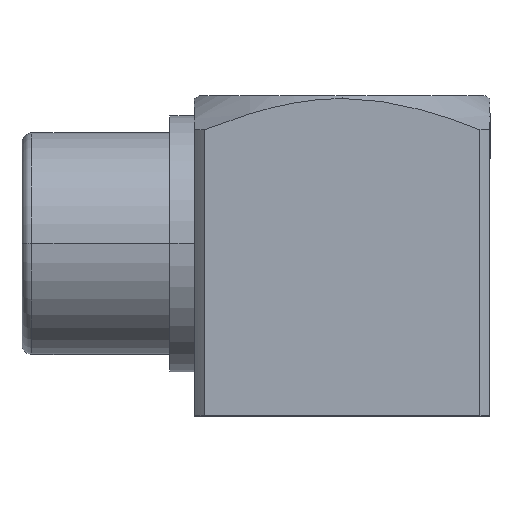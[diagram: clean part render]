
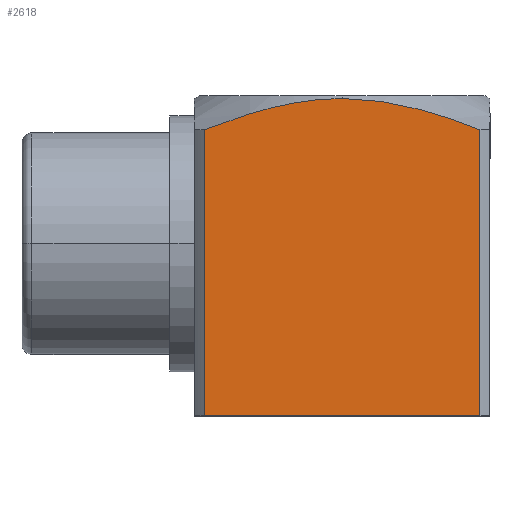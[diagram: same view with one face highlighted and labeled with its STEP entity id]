
A CAD part, top view. The second image highlights one B-rep face of the part: STEP entity #2618.
In plain terms, the highlighted planar face has unit normal (0, 0, 1).
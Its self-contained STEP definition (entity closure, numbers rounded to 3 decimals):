
#11 = CARTESIAN_POINT ( 'NONE',  ( 3.705, -3.5, 3. ) ) ;
#62 = CARTESIAN_POINT ( 'NONE',  ( 6.983, 2.925, 3. ) ) ;
#90 = CARTESIAN_POINT ( 'NONE',  ( 2.4, -3.5, 3. ) ) ;
#128 = VERTEX_POINT ( 'NONE', #2389 ) ;
#339 = B_SPLINE_CURVE_WITH_KNOTS ( 'NONE', 3,
 ( #2281, #2692, #2704, #2717, #2927, #2933 ),
 .UNSPECIFIED., .F., .F.,
 ( 4, 2, 4 ),
 ( 0.006, 0.008, 0.009 ),
 .UNSPECIFIED. ) ;
#387 = DIRECTION ( 'NONE',  ( 1., 0., 0. ) ) ;
#394 = EDGE_CURVE ( 'NONE', #2003, #1669, #2173, .T. ) ;
#652 = EDGE_CURVE ( 'NONE', #128, #1747, #1482, .T. ) ;
#715 = VERTEX_POINT ( 'NONE', #978 ) ;
#718 = ORIENTED_EDGE ( 'NONE', *, *, #950, .T. ) ;
#779 = PLANE ( 'NONE',  #2507 ) ;
#950 = EDGE_CURVE ( 'NONE', #1669, #715, #2690, .T. ) ;
#978 = CARTESIAN_POINT ( 'NONE',  ( 9.295, -3.5, 3. ) ) ;
#989 = CARTESIAN_POINT ( 'NONE',  ( 8.847, 2.483, 3. ) ) ;
#1052 = FACE_OUTER_BOUND ( 'NONE', #2825, .T. ) ;
#1099 = CARTESIAN_POINT ( 'NONE',  ( 6.5, 2.942, 3. ) ) ;
#1121 = DIRECTION ( 'NONE',  ( 0., 1., 0. ) ) ;
#1205 = CARTESIAN_POINT ( 'NONE',  ( 7.459, 2.861, 3. ) ) ;
#1393 = ORIENTED_EDGE ( 'NONE', *, *, #1451, .T. ) ;
#1440 = CARTESIAN_POINT ( 'NONE',  ( 8.39, 2.641, 3. ) ) ;
#1451 = EDGE_CURVE ( 'NONE', #715, #128, #2731, .T. ) ;
#1482 = B_SPLINE_CURVE_WITH_KNOTS ( 'NONE', 3,
 ( #2788, #989, #1440, #2553, #1205, #62, #2775, #2530 ),
 .UNSPECIFIED., .F., .F.,
 ( 4, 2, 2, 4 ),
 ( 0.003, 0.005, 0.006, 0.006 ),
 .UNSPECIFIED. ) ;
#1570 = CARTESIAN_POINT ( 'NONE',  ( 3.705, 3.708, 3. ) ) ;
#1669 = VERTEX_POINT ( 'NONE', #11 ) ;
#1672 = CARTESIAN_POINT ( 'NONE',  ( 3.705, 2.307, 3. ) ) ;
#1747 = VERTEX_POINT ( 'NONE', #1099 ) ;
#2003 = VERTEX_POINT ( 'NONE', #1672 ) ;
#2072 = ORIENTED_EDGE ( 'NONE', *, *, #652, .T. ) ;
#2086 = VECTOR ( 'NONE', #1121, 1000. ) ;
#2173 = LINE ( 'NONE', #1570, #2855 ) ;
#2185 = CARTESIAN_POINT ( 'NONE',  ( 3.5, -3.5, 3. ) ) ;
#2196 = DIRECTION ( 'NONE',  ( 0., 0., 1. ) ) ;
#2281 = CARTESIAN_POINT ( 'NONE',  ( 6.5, 2.942, 3. ) ) ;
#2290 = ORIENTED_EDGE ( 'NONE', *, *, #394, .T. ) ;
#2385 = DIRECTION ( 'NONE',  ( -1., 0., 0. ) ) ;
#2389 = CARTESIAN_POINT ( 'NONE',  ( 9.295, 2.307, 3. ) ) ;
#2457 = DIRECTION ( 'NONE',  ( 0., -1., 0. ) ) ;
#2507 = AXIS2_PLACEMENT_3D ( 'NONE', #2185, #2196, #2385 ) ;
#2512 = VECTOR ( 'NONE', #387, 1000. ) ;
#2530 = CARTESIAN_POINT ( 'NONE',  ( 6.5, 2.942, 3. ) ) ;
#2553 = CARTESIAN_POINT ( 'NONE',  ( 7.693, 2.814, 3. ) ) ;
#2618 = ADVANCED_FACE ( 'NONE', ( #1052 ), #779, .T. ) ;
#2690 = LINE ( 'NONE', #90, #2512 ) ;
#2692 = CARTESIAN_POINT ( 'NONE',  ( 6.016, 2.942, 3. ) ) ;
#2704 = CARTESIAN_POINT ( 'NONE',  ( 5.543, 2.873, 3. ) ) ;
#2717 = CARTESIAN_POINT ( 'NONE',  ( 4.613, 2.643, 3. ) ) ;
#2731 = LINE ( 'NONE', #2852, #2086 ) ;
#2775 = CARTESIAN_POINT ( 'NONE',  ( 6.74, 2.942, 3. ) ) ;
#2788 = CARTESIAN_POINT ( 'NONE',  ( 9.295, 2.307, 3. ) ) ;
#2825 = EDGE_LOOP ( 'NONE', ( #1393, #2072, #2894, #2290, #718 ) ) ;
#2852 = CARTESIAN_POINT ( 'NONE',  ( 9.295, 3.708, 3. ) ) ;
#2855 = VECTOR ( 'NONE', #2457, 1000. ) ;
#2894 = ORIENTED_EDGE ( 'NONE', *, *, #2928, .T. ) ;
#2927 = CARTESIAN_POINT ( 'NONE',  ( 4.153, 2.483, 3. ) ) ;
#2928 = EDGE_CURVE ( 'NONE', #1747, #2003, #339, .T. ) ;
#2933 = CARTESIAN_POINT ( 'NONE',  ( 3.705, 2.307, 3. ) ) ;
